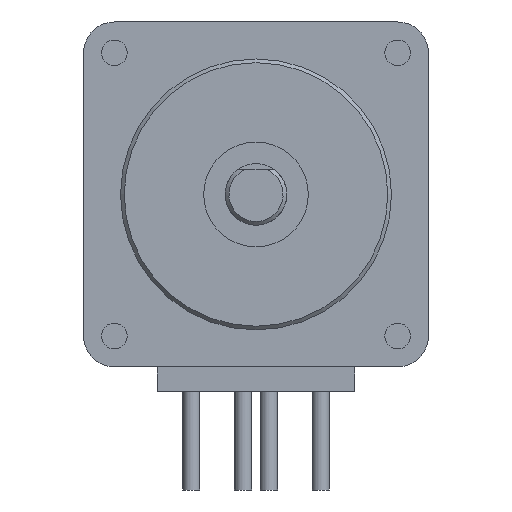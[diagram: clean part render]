
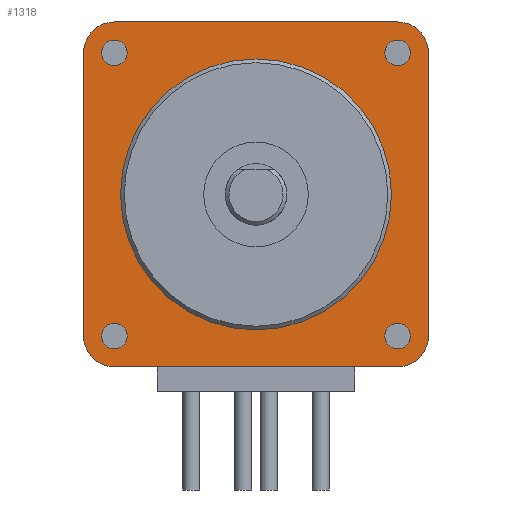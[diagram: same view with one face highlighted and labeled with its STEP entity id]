
A CAD part, left-side view. The second image highlights one B-rep face of the part: STEP entity #1318.
In plain terms, the highlighted planar face has unit normal (-1, 0, 0).
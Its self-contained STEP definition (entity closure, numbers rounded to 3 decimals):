
#22=FACE_BOUND('',#363,.T.);
#23=FACE_BOUND('',#364,.T.);
#24=FACE_BOUND('',#365,.T.);
#25=FACE_BOUND('',#366,.T.);
#26=FACE_BOUND('',#367,.T.);
#57=LINE('',#2124,#151);
#58=LINE('',#2128,#152);
#59=LINE('',#2132,#153);
#60=LINE('',#2135,#154);
#151=VECTOR('',#1675,23.);
#152=VECTOR('',#1678,23.);
#153=VECTOR('',#1681,23.);
#154=VECTOR('',#1684,23.);
#279=FACE_OUTER_BOUND('',#362,.T.);
#362=EDGE_LOOP('',(#938,#939,#940,#941,#942,#943,#944,#945));
#363=EDGE_LOOP('',(#946));
#364=EDGE_LOOP('',(#947));
#365=EDGE_LOOP('',(#948));
#366=EDGE_LOOP('',(#949));
#367=EDGE_LOOP('',(#950));
#444=CIRCLE('',#1400,1.038);
#446=CIRCLE('',#1404,1.038);
#448=CIRCLE('',#1408,1.038);
#450=CIRCLE('',#1412,1.038);
#465=CIRCLE('',#1437,11.);
#466=CIRCLE('',#1439,2.5);
#467=CIRCLE('',#1440,2.5);
#468=CIRCLE('',#1441,2.5);
#469=CIRCLE('',#1442,2.5);
#541=VERTEX_POINT('',#2032);
#543=VERTEX_POINT('',#2039);
#545=VERTEX_POINT('',#2046);
#547=VERTEX_POINT('',#2053);
#565=VERTEX_POINT('',#2116);
#566=VERTEX_POINT('',#2120);
#567=VERTEX_POINT('',#2121);
#568=VERTEX_POINT('',#2123);
#569=VERTEX_POINT('',#2125);
#570=VERTEX_POINT('',#2127);
#571=VERTEX_POINT('',#2129);
#572=VERTEX_POINT('',#2131);
#573=VERTEX_POINT('',#2133);
#678=EDGE_CURVE('',#541,#541,#444,.T.);
#681=EDGE_CURVE('',#543,#543,#446,.T.);
#684=EDGE_CURVE('',#545,#545,#448,.T.);
#687=EDGE_CURVE('',#547,#547,#450,.T.);
#712=EDGE_CURVE('',#565,#565,#465,.T.);
#713=EDGE_CURVE('',#566,#567,#466,.T.);
#714=EDGE_CURVE('',#567,#568,#57,.T.);
#715=EDGE_CURVE('',#568,#569,#467,.T.);
#716=EDGE_CURVE('',#569,#570,#58,.T.);
#717=EDGE_CURVE('',#570,#571,#468,.T.);
#718=EDGE_CURVE('',#571,#572,#59,.T.);
#719=EDGE_CURVE('',#572,#573,#469,.T.);
#720=EDGE_CURVE('',#573,#566,#60,.T.);
#938=ORIENTED_EDGE('',*,*,#713,.T.);
#939=ORIENTED_EDGE('',*,*,#714,.T.);
#940=ORIENTED_EDGE('',*,*,#715,.T.);
#941=ORIENTED_EDGE('',*,*,#716,.T.);
#942=ORIENTED_EDGE('',*,*,#717,.T.);
#943=ORIENTED_EDGE('',*,*,#718,.T.);
#944=ORIENTED_EDGE('',*,*,#719,.T.);
#945=ORIENTED_EDGE('',*,*,#720,.T.);
#946=ORIENTED_EDGE('',*,*,#687,.T.);
#947=ORIENTED_EDGE('',*,*,#678,.T.);
#948=ORIENTED_EDGE('',*,*,#684,.T.);
#949=ORIENTED_EDGE('',*,*,#681,.T.);
#950=ORIENTED_EDGE('',*,*,#712,.F.);
#1264=PLANE('',#1438);
#1318=ADVANCED_FACE('',(#279,#22,#23,#24,#25,#26),#1264,.T.);
#1400=AXIS2_PLACEMENT_3D('',#2034,#1584,#1585);
#1404=AXIS2_PLACEMENT_3D('',#2041,#1593,#1594);
#1408=AXIS2_PLACEMENT_3D('',#2048,#1602,#1603);
#1412=AXIS2_PLACEMENT_3D('',#2055,#1611,#1612);
#1437=AXIS2_PLACEMENT_3D('',#2118,#1669,#1670);
#1438=AXIS2_PLACEMENT_3D('',#2119,#1671,#1672);
#1439=AXIS2_PLACEMENT_3D('',#2122,#1673,#1674);
#1440=AXIS2_PLACEMENT_3D('',#2126,#1676,#1677);
#1441=AXIS2_PLACEMENT_3D('',#2130,#1679,#1680);
#1442=AXIS2_PLACEMENT_3D('',#2134,#1682,#1683);
#1584=DIRECTION('center_axis',(1.,0.,0.));
#1585=DIRECTION('ref_axis',(0.,-1.,0.));
#1593=DIRECTION('center_axis',(1.,0.,0.));
#1594=DIRECTION('ref_axis',(0.,-1.,0.));
#1602=DIRECTION('center_axis',(1.,0.,0.));
#1603=DIRECTION('ref_axis',(0.,-1.,0.));
#1611=DIRECTION('center_axis',(1.,0.,0.));
#1612=DIRECTION('ref_axis',(0.,-1.,0.));
#1669=DIRECTION('center_axis',(-1.,0.,0.));
#1670=DIRECTION('ref_axis',(0.,-1.,0.));
#1671=DIRECTION('center_axis',(-1.,0.,0.));
#1672=DIRECTION('ref_axis',(0.,-1.,0.));
#1673=DIRECTION('center_axis',(-1.,0.,0.));
#1674=DIRECTION('ref_axis',(0.,0.,-1.));
#1675=DIRECTION('',(0.,0.,1.));
#1676=DIRECTION('center_axis',(-1.,0.,0.));
#1677=DIRECTION('ref_axis',(0.,-1.,0.));
#1678=DIRECTION('',(0.,1.,0.));
#1679=DIRECTION('center_axis',(-1.,0.,0.));
#1680=DIRECTION('ref_axis',(0.,0.,
1.));
#1681=DIRECTION('',(0.,0.,-1.));
#1682=DIRECTION('center_axis',(-1.,0.,0.));
#1683=DIRECTION('ref_axis',(0.,1.,0.));
#1684=DIRECTION('',(0.,-1.,0.));
#2032=CARTESIAN_POINT('',(-51.,-1.462,11.5));
#2034=CARTESIAN_POINT('Origin',(-51.,-2.5,11.5));
#2039=CARTESIAN_POINT('',(-51.,-24.462,11.5));
#2041=CARTESIAN_POINT('Origin',(-51.,-25.5,11.5));
#2046=CARTESIAN_POINT('',(-51.,-24.462,-11.5));
#2048=CARTESIAN_POINT('Origin',(-51.,-25.5,-11.5));
#2053=CARTESIAN_POINT('',(-51.,-1.462,-11.5));
#2055=CARTESIAN_POINT('Origin',(-51.,-2.5,-11.5));
#2116=CARTESIAN_POINT('',(-51.,-3.,0.));
#2118=CARTESIAN_POINT('Origin',(-51.,-14.,0.));
#2119=CARTESIAN_POINT('Origin',(-51.,-14.,0.));
#2120=CARTESIAN_POINT('',(-51.,-25.5,-14.));
#2121=CARTESIAN_POINT('',(-51.,-28.,-11.5));
#2122=CARTESIAN_POINT('Origin',(-51.,-25.5,-11.5));
#2123=CARTESIAN_POINT('',(-51.,-28.,11.5));
#2124=CARTESIAN_POINT('',(-51.,-28.,-11.5));
#2125=CARTESIAN_POINT('',(-51.,-25.5,14.));
#2126=CARTESIAN_POINT('Origin',(-51.,-25.5,11.5));
#2127=CARTESIAN_POINT('',(-51.,-2.5,14.));
#2128=CARTESIAN_POINT('',(-51.,-25.5,14.));
#2129=CARTESIAN_POINT('',(-51.,0.,11.5));
#2130=CARTESIAN_POINT('Origin',(-51.,-2.5,11.5));
#2131=CARTESIAN_POINT('',(-51.,0.,-11.5));
#2132=CARTESIAN_POINT('',(-51.,0.,11.5));
#2133=CARTESIAN_POINT('',(-51.,-2.5,-14.));
#2134=CARTESIAN_POINT('Origin',(-51.,-2.5,-11.5));
#2135=CARTESIAN_POINT('',(-51.,-2.5,-14.));
